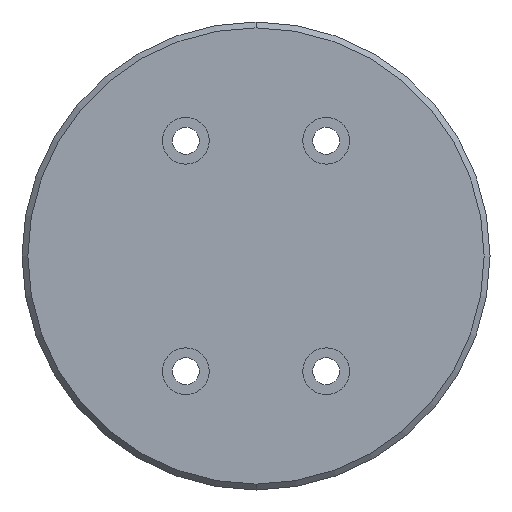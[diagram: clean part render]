
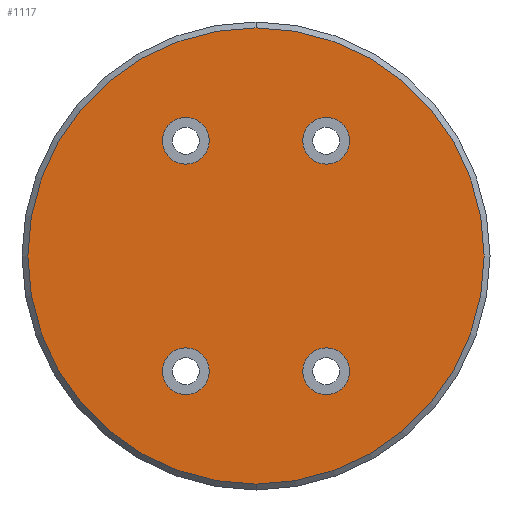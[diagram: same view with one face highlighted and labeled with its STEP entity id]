
A CAD part, front view. The second image highlights one B-rep face of the part: STEP entity #1117.
In plain terms, the highlighted planar face has unit normal (0, -1, 0).
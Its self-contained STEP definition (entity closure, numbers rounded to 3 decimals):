
#37 = AXIS2_PLACEMENT_3D ( 'NONE', #868, #445, #145 ) ;
#101 = CARTESIAN_POINT ( 'NONE',  ( 12., 0., 23.7 ) ) ;
#116 = VERTEX_POINT ( 'NONE', #264 ) ;
#122 = FACE_BOUND ( 'NONE', #637, .T. ) ;
#125 = FACE_BOUND ( 'NONE', #880, .T. ) ;
#145 = DIRECTION ( 'NONE',  ( 0., 0., -1. ) ) ;
#156 = CIRCLE ( 'NONE', #350, 4. ) ;
#162 = DIRECTION ( 'NONE',  ( 0., -1., 0. ) ) ;
#178 = CARTESIAN_POINT ( 'NONE',  ( 12., 0., -19.7 ) ) ;
#186 = ORIENTED_EDGE ( 'NONE', *, *, #987, .F. ) ;
#192 = CARTESIAN_POINT ( 'NONE',  ( 12., 0., -23.7 ) ) ;
#199 = DIRECTION ( 'NONE',  ( 0., -1., 0. ) ) ;
#217 = EDGE_CURVE ( 'NONE', #781, #471, #587, .T. ) ;
#262 = VERTEX_POINT ( 'NONE', #479 ) ;
#264 = CARTESIAN_POINT ( 'NONE',  ( 0., 0., -39. ) ) ;
#274 = ORIENTED_EDGE ( 'NONE', *, *, #217, .F. ) ;
#288 = FACE_BOUND ( 'NONE', #1097, .T. ) ;
#294 = DIRECTION ( 'NONE',  ( 0., -1., 0. ) ) ;
#305 = DIRECTION ( 'NONE',  ( 0., 0., -1. ) ) ;
#307 = VERTEX_POINT ( 'NONE', #882 ) ;
#326 = CARTESIAN_POINT ( 'NONE',  ( 12., 0., -15.7 ) ) ;
#328 = ORIENTED_EDGE ( 'NONE', *, *, #1128, .F. ) ;
#347 = CARTESIAN_POINT ( 'NONE',  ( -12., 0., -15.7 ) ) ;
#350 = AXIS2_PLACEMENT_3D ( 'NONE', #1182, #547, #1057 ) ;
#401 = DIRECTION ( 'NONE',  ( 0., 0., -1. ) ) ;
#403 = DIRECTION ( 'NONE',  ( 0., 0., -1. ) ) ;
#409 = DIRECTION ( 'NONE',  ( 0., 0., -1. ) ) ;
#412 = CARTESIAN_POINT ( 'NONE',  ( -12., 0., -19.7 ) ) ;
#426 = FACE_OUTER_BOUND ( 'NONE', #663, .T. ) ;
#445 = DIRECTION ( 'NONE',  ( 0., -1., 0. ) ) ;
#460 = DIRECTION ( 'NONE',  ( 0., -1., 0. ) ) ;
#463 = AXIS2_PLACEMENT_3D ( 'NONE', #559, #572, #1329 ) ;
#471 = VERTEX_POINT ( 'NONE', #755 ) ;
#479 = CARTESIAN_POINT ( 'NONE',  ( 12., 0., 15.7 ) ) ;
#487 = ORIENTED_EDGE ( 'NONE', *, *, #740, .F. ) ;
#529 = CIRCLE ( 'NONE', #1036, 4. ) ;
#547 = DIRECTION ( 'NONE',  ( 0., -1., 0. ) ) ;
#554 = EDGE_CURVE ( 'NONE', #557, #1286, #944, .T. ) ;
#557 = VERTEX_POINT ( 'NONE', #192 ) ;
#559 = CARTESIAN_POINT ( 'NONE',  ( -12., 0., 19.7 ) ) ;
#572 = DIRECTION ( 'NONE',  ( 0., -1., 0. ) ) ;
#587 = CIRCLE ( 'NONE', #1269, 4. ) ;
#601 = ORIENTED_EDGE ( 'NONE', *, *, #554, .F. ) ;
#612 = DIRECTION ( 'NONE',  ( 0., -1., 0. ) ) ;
#627 = CARTESIAN_POINT ( 'NONE',  ( 0., 0., 0. ) ) ;
#637 = EDGE_LOOP ( 'NONE', ( #274, #487 ) ) ;
#647 = ORIENTED_EDGE ( 'NONE', *, *, #735, .F. ) ;
#648 = FACE_BOUND ( 'NONE', #675, .T. ) ;
#663 = EDGE_LOOP ( 'NONE', ( #1109, #985 ) ) ;
#675 = EDGE_LOOP ( 'NONE', ( #601, #953 ) ) ;
#686 = ORIENTED_EDGE ( 'NONE', *, *, #912, .F. ) ;
#692 = DIRECTION ( 'NONE',  ( 0., 0., -1. ) ) ;
#715 = DIRECTION ( 'NONE',  ( 0., -1., 0. ) ) ;
#724 = DIRECTION ( 'NONE',  ( 0., 0., -1. ) ) ;
#726 = AXIS2_PLACEMENT_3D ( 'NONE', #412, #612, #409 ) ;
#729 = CARTESIAN_POINT ( 'NONE',  ( 0., 0., 0. ) ) ;
#735 = EDGE_CURVE ( 'NONE', #307, #802, #529, .T. ) ;
#740 = EDGE_CURVE ( 'NONE', #471, #781, #1344, .T. ) ;
#755 = CARTESIAN_POINT ( 'NONE',  ( -12., 0., 23.7 ) ) ;
#781 = VERTEX_POINT ( 'NONE', #1191 ) ;
#795 = CARTESIAN_POINT ( 'NONE',  ( 12., 0., 19.7 ) ) ;
#802 = VERTEX_POINT ( 'NONE', #347 ) ;
#867 = AXIS2_PLACEMENT_3D ( 'NONE', #627, #199, #724 ) ;
#868 = CARTESIAN_POINT ( 'NONE',  ( 0., 0., 0. ) ) ;
#875 = DIRECTION ( 'NONE',  ( 0., 0., -1. ) ) ;
#880 = EDGE_LOOP ( 'NONE', ( #686, #186 ) ) ;
#882 = CARTESIAN_POINT ( 'NONE',  ( -12., 0., -23.7 ) ) ;
#905 = CARTESIAN_POINT ( 'NONE',  ( -12., 0., -19.7 ) ) ;
#912 = EDGE_CURVE ( 'NONE', #262, #1108, #1006, .T. ) ;
#915 = CARTESIAN_POINT ( 'NONE',  ( 0., 0., 39. ) ) ;
#927 = VERTEX_POINT ( 'NONE', #915 ) ;
#929 = CARTESIAN_POINT ( 'NONE',  ( 12., 0., 19.7 ) ) ;
#934 = CIRCLE ( 'NONE', #942, 39. ) ;
#942 = AXIS2_PLACEMENT_3D ( 'NONE', #729, #715, #305 ) ;
#944 = CIRCLE ( 'NONE', #1265, 4. ) ;
#947 = PLANE ( 'NONE',  #867 ) ;
#953 = ORIENTED_EDGE ( 'NONE', *, *, #1310, .F. ) ;
#959 = AXIS2_PLACEMENT_3D ( 'NONE', #929, #1219, #401 ) ;
#979 = CIRCLE ( 'NONE', #37, 39. ) ;
#985 = ORIENTED_EDGE ( 'NONE', *, *, #1359, .T. ) ;
#987 = EDGE_CURVE ( 'NONE', #1108, #262, #1193, .T. ) ;
#989 = AXIS2_PLACEMENT_3D ( 'NONE', #795, #162, #403 ) ;
#1006 = CIRCLE ( 'NONE', #959, 4. ) ;
#1022 = DIRECTION ( 'NONE',  ( 0., 0., -1. ) ) ;
#1036 = AXIS2_PLACEMENT_3D ( 'NONE', #905, #1200, #875 ) ;
#1057 = DIRECTION ( 'NONE',  ( 0., 0., -1. ) ) ;
#1097 = EDGE_LOOP ( 'NONE', ( #647, #328 ) ) ;
#1108 = VERTEX_POINT ( 'NONE', #101 ) ;
#1109 = ORIENTED_EDGE ( 'NONE', *, *, #1158, .T. ) ;
#1117 = ADVANCED_FACE ( 'NONE', ( #288, #648, #125, #122, #426 ), #947, .T. ) ;
#1128 = EDGE_CURVE ( 'NONE', #802, #307, #1221, .T. ) ;
#1158 = EDGE_CURVE ( 'NONE', #927, #116, #934, .T. ) ;
#1182 = CARTESIAN_POINT ( 'NONE',  ( 12., 0., -19.7 ) ) ;
#1191 = CARTESIAN_POINT ( 'NONE',  ( -12., 0., 15.7 ) ) ;
#1193 = CIRCLE ( 'NONE', #989, 4. ) ;
#1200 = DIRECTION ( 'NONE',  ( 0., -1., 0. ) ) ;
#1219 = DIRECTION ( 'NONE',  ( 0., -1., 0. ) ) ;
#1221 = CIRCLE ( 'NONE', #726, 4. ) ;
#1265 = AXIS2_PLACEMENT_3D ( 'NONE', #178, #294, #1022 ) ;
#1269 = AXIS2_PLACEMENT_3D ( 'NONE', #1318, #460, #692 ) ;
#1286 = VERTEX_POINT ( 'NONE', #326 ) ;
#1310 = EDGE_CURVE ( 'NONE', #1286, #557, #156, .T. ) ;
#1318 = CARTESIAN_POINT ( 'NONE',  ( -12., 0., 19.7 ) ) ;
#1329 = DIRECTION ( 'NONE',  ( 0., 0., -1. ) ) ;
#1344 = CIRCLE ( 'NONE', #463, 4. ) ;
#1359 = EDGE_CURVE ( 'NONE', #116, #927, #979, .T. ) ;
